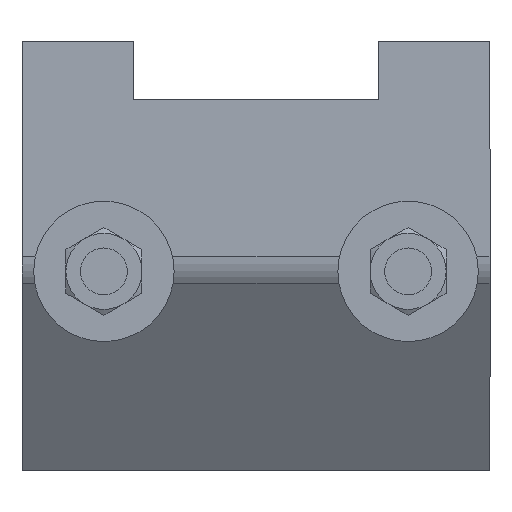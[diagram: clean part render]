
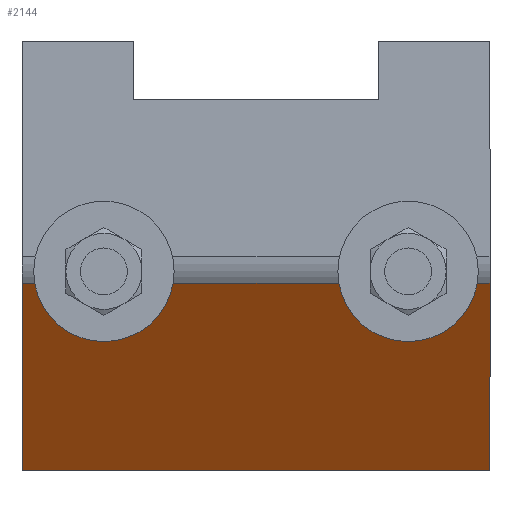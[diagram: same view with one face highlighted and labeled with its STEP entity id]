
A CAD part, front view. The second image highlights one B-rep face of the part: STEP entity #2144.
In plain terms, the highlighted face is planar.
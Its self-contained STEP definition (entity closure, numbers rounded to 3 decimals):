
#88 = DIRECTION ( 'NONE',  ( 0.574, 0., -0.819 ) ) ;
#139 = EDGE_CURVE ( 'NONE', #2328, #218, #1799, .T. ) ;
#143 = CARTESIAN_POINT ( 'NONE',  ( 4.342, -21.75, 3.04 ) ) ;
#206 = CARTESIAN_POINT ( 'NONE',  ( 2.066, -30.25, 1.447 ) ) ;
#218 = VERTEX_POINT ( 'NONE', #265 ) ;
#240 = LINE ( 'NONE', #1550, #371 ) ;
#265 = CARTESIAN_POINT ( 'NONE',  ( 2.066, -40., 1.447 ) ) ;
#288 = VECTOR ( 'NONE', #2220, 1000. ) ;
#333 = DIRECTION ( 'NONE',  ( 0., -1., 0. ) ) ;
#360 = DIRECTION ( 'NONE',  ( 0., -1., 0. ) ) ;
#371 = VECTOR ( 'NONE', #1946, 1000. ) ;
#430 = AXIS2_PLACEMENT_3D ( 'NONE', #1581, #88, #758 ) ;
#446 = VECTOR ( 'NONE', #2301, 1000. ) ;
#495 = EDGE_CURVE ( 'NONE', #1764, #1030, #2122, .T. ) ;
#505 = CARTESIAN_POINT ( 'NONE',  ( 2.066, 40., 1.447 ) ) ;
#523 = CARTESIAN_POINT ( 'NONE',  ( 4.342, -26., 3.04 ) ) ;
#553 = VERTEX_POINT ( 'NONE', #1198 ) ;
#577 = CARTESIAN_POINT ( 'NONE',  ( 4.342, -30.25, 3.04 ) ) ;
#589 = ORIENTED_EDGE ( 'NONE', *, *, #1316, .F. ) ;
#623 = EDGE_LOOP ( 'NONE', ( #850, #1949, #1323, #2699, #2300, #1552, #589, #825, #1472, #2321, #1408, #1715 ) ) ;
#625 = DIRECTION ( 'NONE',  ( 0.574, 0., -0.819 ) ) ;
#642 = DIRECTION ( 'NONE',  ( 0.819, 0., 0.574 ) ) ;
#645 = CARTESIAN_POINT ( 'NONE',  ( 34.036, -40., 23.832 ) ) ;
#692 = EDGE_CURVE ( 'NONE', #1704, #739, #2757, .T. ) ;
#718 = EDGE_CURVE ( 'NONE', #2520, #553, #1284, .T. ) ;
#732 = CARTESIAN_POINT ( 'NONE',  ( 2.066, -21.75, 1.447 ) ) ;
#739 = VERTEX_POINT ( 'NONE', #1259 ) ;
#741 = LINE ( 'NONE', #2191, #794 ) ;
#755 = CARTESIAN_POINT ( 'NONE',  ( 2.066, 40., 1.447 ) ) ;
#758 = DIRECTION ( 'NONE',  ( -0.819, 0., -0.574 ) ) ;
#794 = VECTOR ( 'NONE', #907, 1000. ) ;
#825 = ORIENTED_EDGE ( 'NONE', *, *, #495, .F. ) ;
#835 = CARTESIAN_POINT ( 'NONE',  ( 2.066, 40., 1.447 ) ) ;
#850 = ORIENTED_EDGE ( 'NONE', *, *, #692, .F. ) ;
#864 = DIRECTION ( 'NONE',  ( 0.819, 0., 0.574 ) ) ;
#878 = AXIS2_PLACEMENT_3D ( 'NONE', #523, #976, #1791 ) ;
#907 = DIRECTION ( 'NONE',  ( -0.819, 0., -0.574 ) ) ;
#949 = VECTOR ( 'NONE', #2769, 1000. ) ;
#974 = LINE ( 'NONE', #505, #2042 ) ;
#976 = DIRECTION ( 'NONE',  ( 0.574, 0., -0.819 ) ) ;
#1010 = CARTESIAN_POINT ( 'NONE',  ( 4.342, 21.75, 3.04 ) ) ;
#1030 = VERTEX_POINT ( 'NONE', #577 ) ;
#1106 = EDGE_CURVE ( 'NONE', #739, #2520, #1327, .T. ) ;
#1198 = CARTESIAN_POINT ( 'NONE',  ( 2.066, 21.75, 1.447 ) ) ;
#1259 = CARTESIAN_POINT ( 'NONE',  ( 4.342, 30.25, 3.04 ) ) ;
#1284 = LINE ( 'NONE', #1010, #446 ) ;
#1316 = EDGE_CURVE ( 'NONE', #1030, #2328, #741, .T. ) ;
#1323 = ORIENTED_EDGE ( 'NONE', *, *, #1788, .T. ) ;
#1327 = CIRCLE ( 'NONE', #1461, 4.25 ) ;
#1391 = CARTESIAN_POINT ( 'NONE',  ( 34.036, 40., 23.832 ) ) ;
#1408 = ORIENTED_EDGE ( 'NONE', *, *, #718, .F. ) ;
#1437 = DIRECTION ( 'NONE',  ( 0.819, 0., 0.574 ) ) ;
#1461 = AXIS2_PLACEMENT_3D ( 'NONE', #1697, #625, #1489 ) ;
#1472 = ORIENTED_EDGE ( 'NONE', *, *, #1549, .F. ) ;
#1489 = DIRECTION ( 'NONE',  ( 0.819, 0., 0.574 ) ) ;
#1496 = VERTEX_POINT ( 'NONE', #645 ) ;
#1505 = VERTEX_POINT ( 'NONE', #1702 ) ;
#1542 = VECTOR ( 'NONE', #333, 1000. ) ;
#1549 = EDGE_CURVE ( 'NONE', #2116, #1764, #1925, .T. ) ;
#1550 = CARTESIAN_POINT ( 'NONE',  ( 0., -40., 0. ) ) ;
#1552 = ORIENTED_EDGE ( 'NONE', *, *, #139, .F. ) ;
#1559 = CARTESIAN_POINT ( 'NONE',  ( 2.066, 30.25, 1.447 ) ) ;
#1581 = CARTESIAN_POINT ( 'NONE',  ( 0., 40., 0. ) ) ;
#1659 = EDGE_CURVE ( 'NONE', #218, #1496, #240, .T. ) ;
#1660 = CARTESIAN_POINT ( 'NONE',  ( 4.342, 30.25, 3.04 ) ) ;
#1697 = CARTESIAN_POINT ( 'NONE',  ( 4.342, 26., 3.04 ) ) ;
#1702 = CARTESIAN_POINT ( 'NONE',  ( 34.036, 40., 23.832 ) ) ;
#1704 = VERTEX_POINT ( 'NONE', #1559 ) ;
#1715 = ORIENTED_EDGE ( 'NONE', *, *, #1106, .F. ) ;
#1749 = VECTOR ( 'NONE', #642, 1000. ) ;
#1758 = VECTOR ( 'NONE', #1437, 1000. ) ;
#1764 = VERTEX_POINT ( 'NONE', #143 ) ;
#1788 = EDGE_CURVE ( 'NONE', #2567, #1505, #2246, .T. ) ;
#1791 = DIRECTION ( 'NONE',  ( -0.819, 0., -0.574 ) ) ;
#1799 = LINE ( 'NONE', #2192, #288 ) ;
#1805 = FACE_OUTER_BOUND ( 'NONE', #623, .T. ) ;
#1808 = EDGE_CURVE ( 'NONE', #1505, #1496, #2655, .T. ) ;
#1832 = EDGE_CURVE ( 'NONE', #553, #2116, #2548, .T. ) ;
#1876 = VECTOR ( 'NONE', #864, 1000. ) ;
#1925 = LINE ( 'NONE', #2142, #1876 ) ;
#1946 = DIRECTION ( 'NONE',  ( 0.819, 0., 0.574 ) ) ;
#1949 = ORIENTED_EDGE ( 'NONE', *, *, #2121, .F. ) ;
#2042 = VECTOR ( 'NONE', #360, 1000. ) ;
#2116 = VERTEX_POINT ( 'NONE', #732 ) ;
#2121 = EDGE_CURVE ( 'NONE', #2567, #1704, #974, .T. ) ;
#2122 = CIRCLE ( 'NONE', #878, 4.25 ) ;
#2142 = CARTESIAN_POINT ( 'NONE',  ( 4.342, -21.75, 3.04 ) ) ;
#2144 = ADVANCED_FACE ( 'NONE', ( #1805 ), #2684, .T. ) ;
#2191 = CARTESIAN_POINT ( 'NONE',  ( 4.342, -30.25, 3.04 ) ) ;
#2192 = CARTESIAN_POINT ( 'NONE',  ( 2.066, 40., 1.447 ) ) ;
#2220 = DIRECTION ( 'NONE',  ( 0., -1., 0. ) ) ;
#2238 = CARTESIAN_POINT ( 'NONE',  ( 4.342, 21.75, 3.04 ) ) ;
#2246 = LINE ( 'NONE', #2442, #1758 ) ;
#2300 = ORIENTED_EDGE ( 'NONE', *, *, #1659, .F. ) ;
#2301 = DIRECTION ( 'NONE',  ( -0.819, 0., -0.574 ) ) ;
#2321 = ORIENTED_EDGE ( 'NONE', *, *, #1832, .F. ) ;
#2328 = VERTEX_POINT ( 'NONE', #206 ) ;
#2442 = CARTESIAN_POINT ( 'NONE',  ( 0., 40., 0. ) ) ;
#2520 = VERTEX_POINT ( 'NONE', #2238 ) ;
#2548 = LINE ( 'NONE', #835, #949 ) ;
#2567 = VERTEX_POINT ( 'NONE', #755 ) ;
#2655 = LINE ( 'NONE', #1391, #1542 ) ;
#2684 = PLANE ( 'NONE',  #430 ) ;
#2699 = ORIENTED_EDGE ( 'NONE', *, *, #1808, .T. ) ;
#2757 = LINE ( 'NONE', #1660, #1749 ) ;
#2769 = DIRECTION ( 'NONE',  ( 0., -1., 0. ) ) ;
